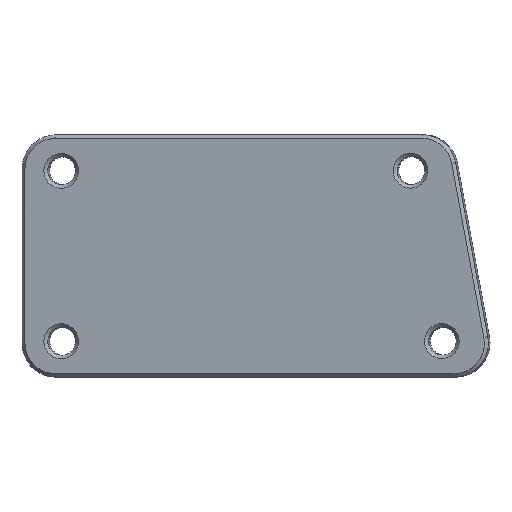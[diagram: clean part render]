
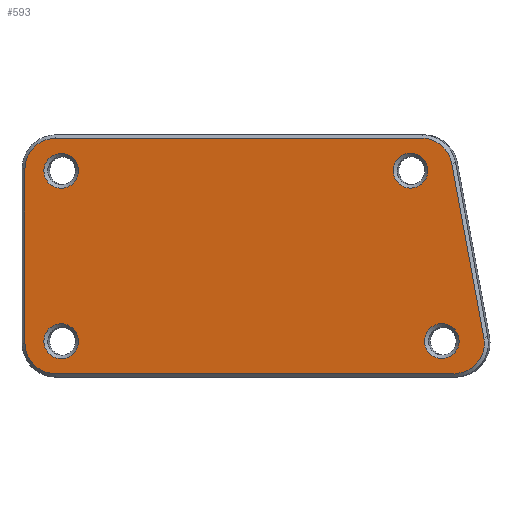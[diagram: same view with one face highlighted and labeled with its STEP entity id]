
A CAD part, top view. The second image highlights one B-rep face of the part: STEP entity #593.
In plain terms, the highlighted planar face has unit normal (-0.131, 0, 0.991).
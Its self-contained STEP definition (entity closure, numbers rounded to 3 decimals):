
#15=FACE_BOUND('',#96,.T.);
#16=FACE_BOUND('',#97,.T.);
#17=FACE_BOUND('',#98,.T.);
#18=FACE_BOUND('',#99,.T.);
#37=PLANE('',#655);
#57=FACE_OUTER_BOUND('',#95,.T.);
#95=EDGE_LOOP('',(#445,#446,#447,#448,#449,#450,#451,#452));
#96=EDGE_LOOP('',(#453));
#97=EDGE_LOOP('',(#454));
#98=EDGE_LOOP('',(#455));
#99=EDGE_LOOP('',(#456));
#130=CIRCLE('',#635,4.492);
#132=CIRCLE('',#639,4.492);
#134=CIRCLE('',#643,4.492);
#136=CIRCLE('',#647,4.492);
#139=CIRCLE('',#656,2.558);
#140=CIRCLE('',#657,2.558);
#141=CIRCLE('',#658,2.558);
#142=CIRCLE('',#659,2.558);
#163=LINE('',#909,#215);
#167=LINE('',#921,#219);
#171=LINE('',#933,#223);
#175=LINE('',#944,#227);
#215=VECTOR('',#715,10.);
#219=VECTOR('',#727,10.);
#223=VECTOR('',#739,10.);
#227=VECTOR('',#751,10.);
#265=VERTEX_POINT('',#899);
#268=VERTEX_POINT('',#904);
#269=VERTEX_POINT('',#908);
#271=VERTEX_POINT('',#914);
#273=VERTEX_POINT('',#920);
#275=VERTEX_POINT('',#926);
#277=VERTEX_POINT('',#932);
#279=VERTEX_POINT('',#938);
#286=VERTEX_POINT('',#965);
#287=VERTEX_POINT('',#967);
#288=VERTEX_POINT('',#969);
#289=VERTEX_POINT('',#971);
#316=EDGE_CURVE('',#268,#265,#130,.T.);
#317=EDGE_CURVE('',#265,#269,#163,.T.);
#322=EDGE_CURVE('',#269,#271,#132,.T.);
#323=EDGE_CURVE('',#271,#273,#167,.T.);
#328=EDGE_CURVE('',#273,#275,#134,.T.);
#329=EDGE_CURVE('',#275,#277,#171,.T.);
#334=EDGE_CURVE('',#277,#279,#136,.T.);
#335=EDGE_CURVE('',#279,#268,#175,.T.);
#346=EDGE_CURVE('',#286,#286,#139,.T.);
#347=EDGE_CURVE('',#287,#287,#140,.T.);
#348=EDGE_CURVE('',#288,#288,#141,.T.);
#349=EDGE_CURVE('',#289,#289,#142,.T.);
#445=ORIENTED_EDGE('',*,*,#316,.F.);
#446=ORIENTED_EDGE('',*,*,#335,.F.);
#447=ORIENTED_EDGE('',*,*,#334,.F.);
#448=ORIENTED_EDGE('',*,*,#329,.F.);
#449=ORIENTED_EDGE('',*,*,#328,.F.);
#450=ORIENTED_EDGE('',*,*,#323,.F.);
#451=ORIENTED_EDGE('',*,*,#322,.F.);
#452=ORIENTED_EDGE('',*,*,#317,.F.);
#453=ORIENTED_EDGE('',*,*,#346,.F.);
#454=ORIENTED_EDGE('',*,*,#347,.F.);
#455=ORIENTED_EDGE('',*,*,#348,.F.);
#456=ORIENTED_EDGE('',*,*,#349,.F.);
#593=ADVANCED_FACE('',(#57,#15,#16,#17,#18),#37,.F.);
#635=AXIS2_PLACEMENT_3D('',#906,#711,#712);
#639=AXIS2_PLACEMENT_3D('',#918,#723,#724);
#643=AXIS2_PLACEMENT_3D('',#930,#735,#736);
#647=AXIS2_PLACEMENT_3D('',#942,#747,#748);
#655=AXIS2_PLACEMENT_3D('',#964,#772,#773);
#656=AXIS2_PLACEMENT_3D('',#966,#774,#775);
#657=AXIS2_PLACEMENT_3D('',#968,#776,#777);
#658=AXIS2_PLACEMENT_3D('',#970,#778,#779);
#659=AXIS2_PLACEMENT_3D('',#972,#780,#781);
#711=DIRECTION('center_axis',(0.131,0.,-0.991));
#712=DIRECTION('ref_axis',(-0.701,-0.707,-0.092));
#715=DIRECTION('',(0.,1.,0.));
#723=DIRECTION('center_axis',(0.131,0.,-0.991));
#724=DIRECTION('ref_axis',(-0.701,0.707,-0.092));
#727=DIRECTION('',(0.991,0.,0.131));
#735=DIRECTION('center_axis',(0.131,0.,-0.991));
#736=DIRECTION('ref_axis',(0.634,0.769,0.083));
#739=DIRECTION('',(0.181,-0.983,0.024));
#747=DIRECTION('center_axis',(0.131,0.,-0.991));
#748=DIRECTION('ref_axis',(0.762,-0.639,0.1));
#751=DIRECTION('',(-0.991,0.,-0.131));
#772=DIRECTION('center_axis',(0.131,0.,-0.991));
#773=DIRECTION('ref_axis',(0.991,0.,0.131));
#774=DIRECTION('center_axis',(-0.131,0.,0.991));
#775=DIRECTION('ref_axis',(0.991,0.,0.131));
#776=DIRECTION('center_axis',(-0.131,0.,0.991));
#777=DIRECTION('ref_axis',(0.991,0.,0.131));
#778=DIRECTION('center_axis',(-0.131,0.,0.991));
#779=DIRECTION('ref_axis',(0.991,0.,0.131));
#780=DIRECTION('center_axis',(-0.131,0.,0.991));
#781=DIRECTION('ref_axis',(0.991,0.,0.131));
#899=CARTESIAN_POINT('',(37.016,-40.651,41.638));
#904=CARTESIAN_POINT('',(41.47,-45.143,42.224));
#906=CARTESIAN_POINT('Origin',(41.47,-40.651,42.224));
#908=CARTESIAN_POINT('',(37.016,-15.115,41.638));
#909=CARTESIAN_POINT('',(37.016,-18.999,41.638));
#914=CARTESIAN_POINT('',(41.47,-10.623,42.224));
#918=CARTESIAN_POINT('Origin',(41.47,-15.115,42.224));
#920=CARTESIAN_POINT('',(95.221,-10.623,49.301));
#921=CARTESIAN_POINT('',(85.272,-10.623,47.991));
#926=CARTESIAN_POINT('',(99.599,-14.294,49.877));
#930=CARTESIAN_POINT('Origin',(95.221,-15.115,49.301));
#932=CARTESIAN_POINT('',(104.309,-39.829,50.497));
#933=CARTESIAN_POINT('',(103.236,-34.011,50.356));
#938=CARTESIAN_POINT('',(99.931,-45.143,49.921));
#942=CARTESIAN_POINT('Origin',(99.931,-40.651,49.921));
#944=CARTESIAN_POINT('',(53.858,-45.143,43.855));
#964=CARTESIAN_POINT('Origin',(71.204,-27.883,46.139));
#965=CARTESIAN_POINT('',(39.78,-40.383,42.002));
#966=CARTESIAN_POINT('Origin',(42.317,-40.383,42.336));
#967=CARTESIAN_POINT('',(91.001,-15.383,48.745));
#968=CARTESIAN_POINT('Origin',(93.537,-15.383,49.079));
#969=CARTESIAN_POINT('',(39.78,-15.383,42.002));
#970=CARTESIAN_POINT('Origin',(42.317,-15.383,42.336));
#971=CARTESIAN_POINT('',(95.612,-40.383,49.352));
#972=CARTESIAN_POINT('Origin',(98.148,-40.383,49.686));
